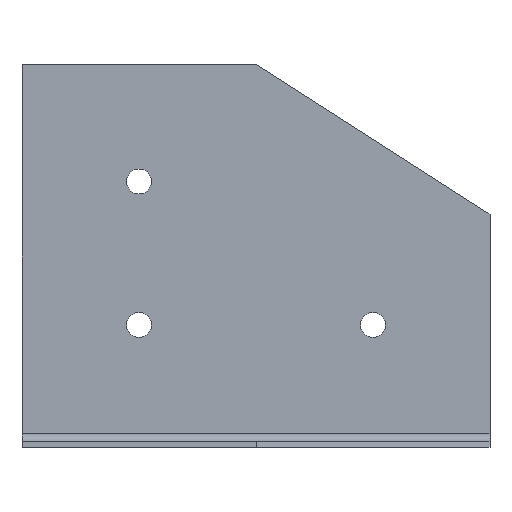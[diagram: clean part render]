
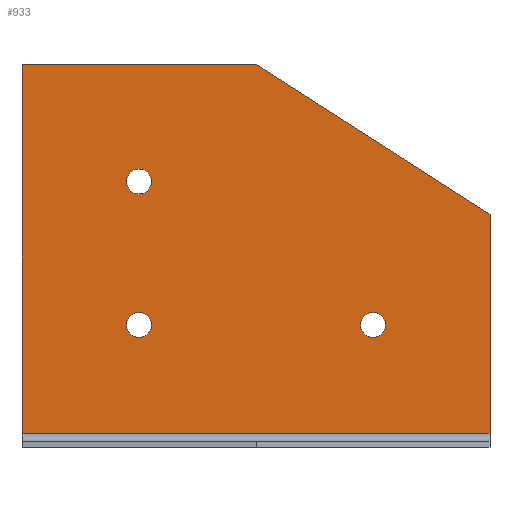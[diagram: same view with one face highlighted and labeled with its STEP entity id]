
A CAD part, left-side view. The second image highlights one B-rep face of the part: STEP entity #933.
In plain terms, the highlighted planar face has unit normal (-1, 0, 0).
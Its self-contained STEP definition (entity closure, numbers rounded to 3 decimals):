
#2 = CARTESIAN_POINT ( 'NONE',  ( -0.1, -28.5, 29.1 ) ) ;
#4 = CARTESIAN_POINT ( 'NONE',  ( -0.1, 16.5, 31.7 ) ) ;
#10 = CARTESIAN_POINT ( 'NONE',  ( -0.1, -13.5, 13.31 ) ) ;
#15 = CARTESIAN_POINT ( 'NONE',  ( -0.1, 16.5, 14.91 ) ) ;
#18 = CIRCLE ( 'NONE', #695, 1.6 ) ;
#22 = ORIENTED_EDGE ( 'NONE', *, *, #925, .F. ) ;
#23 = FACE_BOUND ( 'NONE', #820, .T. ) ;
#29 = DIRECTION ( 'NONE',  ( 0., 0., -1. ) ) ;
#59 = CARTESIAN_POINT ( 'NONE',  ( -0.1, 1.5, 48.3 ) ) ;
#60 = VERTEX_POINT ( 'NONE', #65 ) ;
#62 = VERTEX_POINT ( 'NONE', #720 ) ;
#65 = CARTESIAN_POINT ( 'NONE',  ( -0.1, 31.5, 1. ) ) ;
#75 = LINE ( 'NONE', #2, #253 ) ;
#82 = CARTESIAN_POINT ( 'NONE',  ( -0.1, 16.5, 33.3 ) ) ;
#83 = EDGE_CURVE ( 'NONE', #924, #386, #75, .T. ) ;
#99 = PLANE ( 'NONE',  #878 ) ;
#100 = VERTEX_POINT ( 'NONE', #376 ) ;
#110 = ORIENTED_EDGE ( 'NONE', *, *, #83, .T. ) ;
#122 = EDGE_CURVE ( 'NONE', #757, #924, #225, .T. ) ;
#159 = AXIS2_PLACEMENT_3D ( 'NONE', #246, #756, #528 ) ;
#167 = DIRECTION ( 'NONE',  ( 1., 0., 0. ) ) ;
#176 = CARTESIAN_POINT ( 'NONE',  ( -0.1, 1.5, 48.3 ) ) ;
#199 = ORIENTED_EDGE ( 'NONE', *, *, #324, .F. ) ;
#202 = CARTESIAN_POINT ( 'NONE',  ( -0.1, -13.5, 14.91 ) ) ;
#208 = EDGE_CURVE ( 'NONE', #882, #62, #327, .T. ) ;
#210 = DIRECTION ( 'NONE',  ( 0., 0.842, 0.539 ) ) ;
#225 = LINE ( 'NONE', #592, #494 ) ;
#234 = AXIS2_PLACEMENT_3D ( 'NONE', #645, #423, #278 ) ;
#235 = AXIS2_PLACEMENT_3D ( 'NONE', #82, #888, #669 ) ;
#240 = CARTESIAN_POINT ( 'NONE',  ( -0.1, -28.5, 29.1 ) ) ;
#243 = DIRECTION ( 'NONE',  ( 0., 0., -1. ) ) ;
#246 = CARTESIAN_POINT ( 'NONE',  ( -0.1, 16.5, 14.91 ) ) ;
#253 = VECTOR ( 'NONE', #210, 1000. ) ;
#266 = LINE ( 'NONE', #59, #479 ) ;
#267 = EDGE_LOOP ( 'NONE', ( #22, #199 ) ) ;
#270 = ORIENTED_EDGE ( 'NONE', *, *, #122, .T. ) ;
#276 = DIRECTION ( 'NONE',  ( 0., 0., -1. ) ) ;
#278 = DIRECTION ( 'NONE',  ( 0., 0., -1. ) ) ;
#314 = DIRECTION ( 'NONE',  ( -1., 0., 0. ) ) ;
#321 = FACE_OUTER_BOUND ( 'NONE', #417, .T. ) ;
#324 = EDGE_CURVE ( 'NONE', #100, #377, #848, .T. ) ;
#325 = ORIENTED_EDGE ( 'NONE', *, *, #688, .F. ) ;
#327 = CIRCLE ( 'NONE', #234, 1.6 ) ;
#336 = DIRECTION ( 'NONE',  ( 0., 1., 0. ) ) ;
#360 = CIRCLE ( 'NONE', #235, 1.6 ) ;
#364 = ORIENTED_EDGE ( 'NONE', *, *, #852, .F. ) ;
#376 = CARTESIAN_POINT ( 'NONE',  ( -0.1, 16.5, 13.31 ) ) ;
#377 = VERTEX_POINT ( 'NONE', #910 ) ;
#380 = CARTESIAN_POINT ( 'NONE',  ( -0.1, 16.5, 34.9 ) ) ;
#386 = VERTEX_POINT ( 'NONE', #176 ) ;
#387 = CIRCLE ( 'NONE', #159, 1.6 ) ;
#399 = CARTESIAN_POINT ( 'NONE',  ( -0.1, 31.5, -48.5 ) ) ;
#411 = CARTESIAN_POINT ( 'NONE',  ( -0.1, 0., 1. ) ) ;
#417 = EDGE_LOOP ( 'NONE', ( #715, #804, #270, #110, #678 ) ) ;
#423 = DIRECTION ( 'NONE',  ( -1., 0., 0. ) ) ;
#448 = CARTESIAN_POINT ( 'NONE',  ( -0.1, 16.5, 33.3 ) ) ;
#462 = EDGE_CURVE ( 'NONE', #839, #831, #791, .T. ) ;
#479 = VECTOR ( 'NONE', #336, 1000. ) ;
#485 = DIRECTION ( 'NONE',  ( -1., 0., 0. ) ) ;
#494 = VECTOR ( 'NONE', #812, 1000. ) ;
#499 = EDGE_CURVE ( 'NONE', #641, #60, #697, .T. ) ;
#503 = ORIENTED_EDGE ( 'NONE', *, *, #208, .F. ) ;
#528 = DIRECTION ( 'NONE',  ( 0., 0., -1. ) ) ;
#544 = EDGE_CURVE ( 'NONE', #60, #757, #759, .T. ) ;
#592 = CARTESIAN_POINT ( 'NONE',  ( -0.1, -28.5, 29.1 ) ) ;
#603 = FACE_BOUND ( 'NONE', #771, .T. ) ;
#611 = DIRECTION ( 'NONE',  ( 0., 0., -1. ) ) ;
#634 = DIRECTION ( 'NONE',  ( -1., 0., 0. ) ) ;
#641 = VERTEX_POINT ( 'NONE', #706 ) ;
#645 = CARTESIAN_POINT ( 'NONE',  ( -0.1, -13.5, 14.91 ) ) ;
#658 = CARTESIAN_POINT ( 'NONE',  ( -0.1, -28.5, 1. ) ) ;
#669 = DIRECTION ( 'NONE',  ( 0., 0., -1. ) ) ;
#678 = ORIENTED_EDGE ( 'NONE', *, *, #731, .T. ) ;
#680 = VECTOR ( 'NONE', #29, 1000. ) ;
#681 = DIRECTION ( 'NONE',  ( 0., -1., 0. ) ) ;
#688 = EDGE_CURVE ( 'NONE', #62, #882, #18, .T. ) ;
#693 = AXIS2_PLACEMENT_3D ( 'NONE', #15, #314, #243 ) ;
#695 = AXIS2_PLACEMENT_3D ( 'NONE', #202, #634, #858 ) ;
#697 = LINE ( 'NONE', #399, #680 ) ;
#706 = CARTESIAN_POINT ( 'NONE',  ( -0.1, 31.5, 48.3 ) ) ;
#712 = AXIS2_PLACEMENT_3D ( 'NONE', #448, #485, #276 ) ;
#715 = ORIENTED_EDGE ( 'NONE', *, *, #499, .T. ) ;
#720 = CARTESIAN_POINT ( 'NONE',  ( -0.1, -13.5, 16.51 ) ) ;
#731 = EDGE_CURVE ( 'NONE', #386, #641, #266, .T. ) ;
#747 = FACE_BOUND ( 'NONE', #267, .T. ) ;
#756 = DIRECTION ( 'NONE',  ( -1., 0., 0. ) ) ;
#757 = VERTEX_POINT ( 'NONE', #658 ) ;
#759 = LINE ( 'NONE', #411, #833 ) ;
#771 = EDGE_LOOP ( 'NONE', ( #325, #503 ) ) ;
#791 = CIRCLE ( 'NONE', #712, 1.6 ) ;
#804 = ORIENTED_EDGE ( 'NONE', *, *, #544, .T. ) ;
#812 = DIRECTION ( 'NONE',  ( 0., 0., 1. ) ) ;
#820 = EDGE_LOOP ( 'NONE', ( #364, #853 ) ) ;
#823 = CARTESIAN_POINT ( 'NONE',  ( -0.1, 0., -0.1 ) ) ;
#831 = VERTEX_POINT ( 'NONE', #380 ) ;
#833 = VECTOR ( 'NONE', #681, 1000. ) ;
#839 = VERTEX_POINT ( 'NONE', #4 ) ;
#848 = CIRCLE ( 'NONE', #693, 1.6 ) ;
#852 = EDGE_CURVE ( 'NONE', #831, #839, #360, .T. ) ;
#853 = ORIENTED_EDGE ( 'NONE', *, *, #462, .F. ) ;
#858 = DIRECTION ( 'NONE',  ( 0., 0., -1. ) ) ;
#878 = AXIS2_PLACEMENT_3D ( 'NONE', #823, #167, #611 ) ;
#882 = VERTEX_POINT ( 'NONE', #10 ) ;
#888 = DIRECTION ( 'NONE',  ( -1., 0., 0. ) ) ;
#910 = CARTESIAN_POINT ( 'NONE',  ( -0.1, 16.5, 16.51 ) ) ;
#924 = VERTEX_POINT ( 'NONE', #240 ) ;
#925 = EDGE_CURVE ( 'NONE', #377, #100, #387, .T. ) ;
#933 = ADVANCED_FACE ( 'NONE', ( #603, #747, #23, #321 ), #99, .F. ) ;
